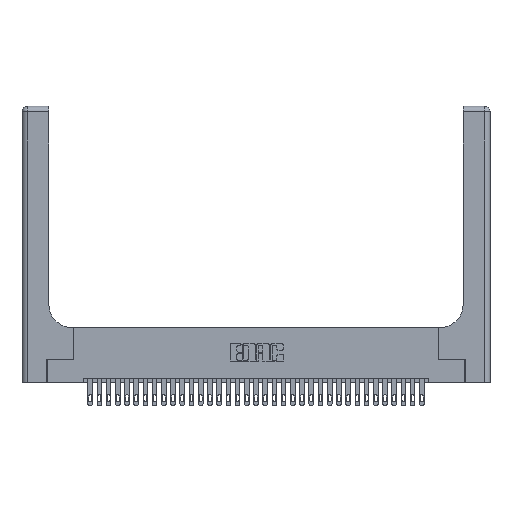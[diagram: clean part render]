
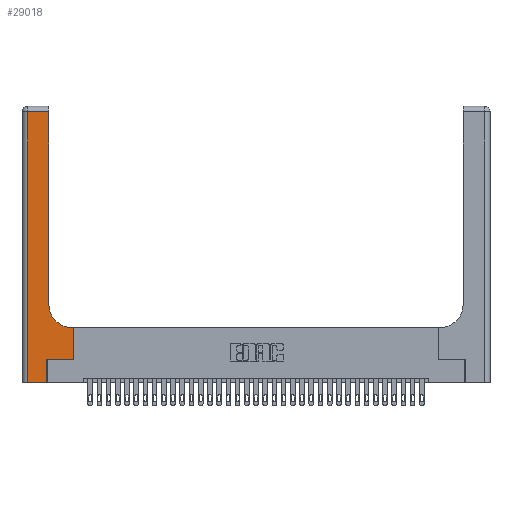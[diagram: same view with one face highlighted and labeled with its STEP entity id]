
A CAD part, top view. The second image highlights one B-rep face of the part: STEP entity #29018.
In plain terms, the highlighted planar face has unit normal (0, 0, 1).
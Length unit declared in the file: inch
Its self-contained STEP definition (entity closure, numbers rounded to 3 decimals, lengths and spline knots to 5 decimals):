
#181 = FACE_OUTER_BOUND ( 'NONE', #18728, .T. ) ;
#718 = ORIENTED_EDGE ( 'NONE', *, *, #15667, .T. ) ;
#953 = CARTESIAN_POINT ( 'NONE',  ( 0.269, 0.25, 0.37 ) ) ;
#1220 = VERTEX_POINT ( 'NONE', #17346 ) ;
#2466 = PLANE ( 'NONE',  #23988 ) ;
#2688 = VECTOR ( 'NONE', #24714, 39.37008 ) ;
#3278 = DIRECTION ( 'NONE',  ( 1., 0., 0. ) ) ;
#3749 = LINE ( 'NONE', #19563, #11711 ) ;
#5196 = EDGE_CURVE ( 'NONE', #27198, #20962, #6408, .T. ) ;
#5785 = CARTESIAN_POINT ( 'NONE',  ( 0.2915, 0.85, 0.37 ) ) ;
#6408 = LINE ( 'NONE', #27784, #11862 ) ;
#7132 = VERTEX_POINT ( 'NONE', #21668 ) ;
#7449 = VECTOR ( 'NONE', #18134, 39.37008 ) ;
#7830 = CARTESIAN_POINT ( 'NONE',  ( 0.2915, 0.6, 0.37 ) ) ;
#7831 = VECTOR ( 'NONE', #3278, 39.37008 ) ;
#7863 = CARTESIAN_POINT ( 'NONE',  ( 0., 3., 0.37 ) ) ;
#7919 = EDGE_CURVE ( 'NONE', #24302, #19103, #21824, .T. ) ;
#8060 = ORIENTED_EDGE ( 'NONE', *, *, #34270, .T. ) ;
#8349 = VECTOR ( 'NONE', #13334, 39.37008 ) ;
#8369 = DIRECTION ( 'NONE',  ( 0., 1., 0. ) ) ;
#9362 = DIRECTION ( 'NONE',  ( 0., 0., -1. ) ) ;
#10093 = EDGE_CURVE ( 'NONE', #19103, #1220, #26336, .T. ) ;
#10289 = VERTEX_POINT ( 'NONE', #953 ) ;
#11711 = VECTOR ( 'NONE', #22308, 39.37008 ) ;
#11824 = DIRECTION ( 'NONE',  ( 1., 0., 0. ) ) ;
#11862 = VECTOR ( 'NONE', #30462, 39.37008 ) ;
#12123 = VERTEX_POINT ( 'NONE', #21106 ) ;
#13334 = DIRECTION ( 'NONE',  ( -1., 0., 0. ) ) ;
#14346 = CARTESIAN_POINT ( 'NONE',  ( 0.269, 0., 0.37 ) ) ;
#15237 = CARTESIAN_POINT ( 'NONE',  ( 0.06, 3., 0.37 ) ) ;
#15568 = EDGE_CURVE ( 'NONE', #1220, #7132, #3749, .T. ) ;
#15574 = LINE ( 'NONE', #7830, #8349 ) ;
#15667 = EDGE_CURVE ( 'NONE', #20962, #24302, #15574, .T. ) ;
#16015 = ORIENTED_EDGE ( 'NONE', *, *, #10093, .T. ) ;
#16124 = ORIENTED_EDGE ( 'NONE', *, *, #7919, .T. ) ;
#16210 = DIRECTION ( 'NONE',  ( 0., 0., -1. ) ) ;
#16355 = CARTESIAN_POINT ( 'NONE',  ( 0., 0., 0.37 ) ) ;
#16486 = ORIENTED_EDGE ( 'NONE', *, *, #19681, .T. ) ;
#17346 = CARTESIAN_POINT ( 'NONE',  ( 0.2915, 2.94, 0.37 ) ) ;
#17583 = ORIENTED_EDGE ( 'NONE', *, *, #15568, .T. ) ;
#17711 = LINE ( 'NONE', #25275, #18537 ) ;
#18134 = DIRECTION ( 'NONE',  ( 0., -1., 0. ) ) ;
#18537 = VECTOR ( 'NONE', #11824, 39.37008 ) ;
#18605 = CARTESIAN_POINT ( 'NONE',  ( 0.269, 0., 0.37 ) ) ;
#18728 = EDGE_LOOP ( 'NONE', ( #16015, #17583, #29389, #8060, #26864, #16486, #24025, #718, #16124 ) ) ;
#19103 = VERTEX_POINT ( 'NONE', #5785 ) ;
#19563 = CARTESIAN_POINT ( 'NONE',  ( 0., 2.94, 0.37 ) ) ;
#19681 = EDGE_CURVE ( 'NONE', #10289, #27198, #17711, .T. ) ;
#20179 = CARTESIAN_POINT ( 'NONE',  ( 0.5415, 0.85, 0.37 ) ) ;
#20962 = VERTEX_POINT ( 'NONE', #30113 ) ;
#21106 = CARTESIAN_POINT ( 'NONE',  ( 0.06, 0., 0.37 ) ) ;
#21668 = CARTESIAN_POINT ( 'NONE',  ( 0.06, 2.94, 0.37 ) ) ;
#21824 = CIRCLE ( 'NONE', #24036, 0.25 ) ;
#21908 = VERTEX_POINT ( 'NONE', #18605 ) ;
#22308 = DIRECTION ( 'NONE',  ( -1., 0., 0. ) ) ;
#22709 = CARTESIAN_POINT ( 'NONE',  ( 0.5415, 0.6, 0.37 ) ) ;
#22919 = DIRECTION ( 'NONE',  ( 1., 0., 0. ) ) ;
#23988 = AXIS2_PLACEMENT_3D ( 'NONE', #7863, #16210, #26725 ) ;
#24025 = ORIENTED_EDGE ( 'NONE', *, *, #5196, .T. ) ;
#24036 = AXIS2_PLACEMENT_3D ( 'NONE', #20179, #9362, #22919 ) ;
#24073 = EDGE_CURVE ( 'NONE', #21908, #10289, #26726, .T. ) ;
#24302 = VERTEX_POINT ( 'NONE', #22709 ) ;
#24714 = DIRECTION ( 'NONE',  ( 0., 1., 0. ) ) ;
#25275 = CARTESIAN_POINT ( 'NONE',  ( 0.269, 0.25, 0.37 ) ) ;
#25543 = LINE ( 'NONE', #16355, #7831 ) ;
#26336 = LINE ( 'NONE', #30037, #29272 ) ;
#26725 = DIRECTION ( 'NONE',  ( -1., 0., 0. ) ) ;
#26726 = LINE ( 'NONE', #14346, #2688 ) ;
#26864 = ORIENTED_EDGE ( 'NONE', *, *, #24073, .T. ) ;
#27198 = VERTEX_POINT ( 'NONE', #34053 ) ;
#27221 = LINE ( 'NONE', #15237, #7449 ) ;
#27784 = CARTESIAN_POINT ( 'NONE',  ( 0.5585, 0.25, 0.37 ) ) ;
#29018 = ADVANCED_FACE ( 'NONE', ( #181 ), #2466, .F. ) ;
#29272 = VECTOR ( 'NONE', #8369, 39.37008 ) ;
#29389 = ORIENTED_EDGE ( 'NONE', *, *, #33993, .T. ) ;
#30037 = CARTESIAN_POINT ( 'NONE',  ( 0.2915, 3., 0.37 ) ) ;
#30113 = CARTESIAN_POINT ( 'NONE',  ( 0.5585, 0.6, 0.37 ) ) ;
#30462 = DIRECTION ( 'NONE',  ( 0., 1., 0. ) ) ;
#33993 = EDGE_CURVE ( 'NONE', #7132, #12123, #27221, .T. ) ;
#34053 = CARTESIAN_POINT ( 'NONE',  ( 0.5585, 0.25, 0.37 ) ) ;
#34270 = EDGE_CURVE ( 'NONE', #12123, #21908, #25543, .T. ) ;
